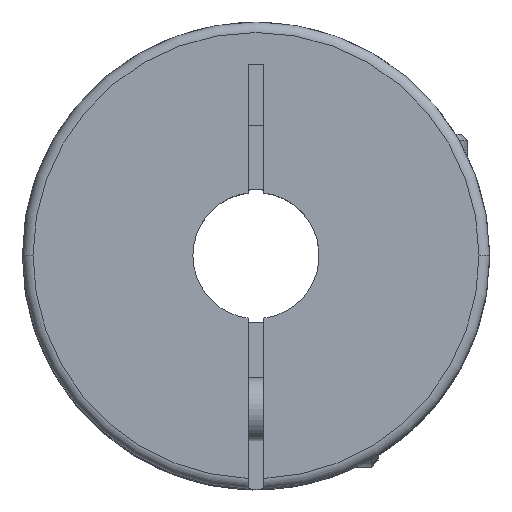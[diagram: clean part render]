
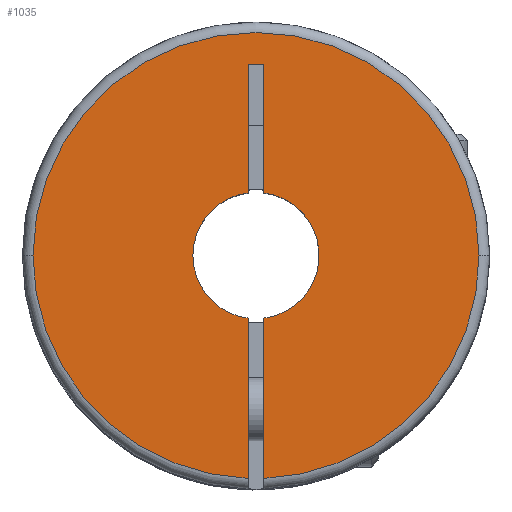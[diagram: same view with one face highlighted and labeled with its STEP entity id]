
A CAD part, top view. The second image highlights one B-rep face of the part: STEP entity #1035.
In plain terms, the highlighted planar face has unit normal (0, 0, 1).
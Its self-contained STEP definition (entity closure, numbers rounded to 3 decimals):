
#97 = VERTEX_POINT ( 'NONE', #2072 ) ;
#110 = CARTESIAN_POINT ( 'NONE',  ( 0., 0., 0. ) ) ;
#114 = ORIENTED_EDGE ( 'NONE', *, *, #2470, .F. ) ;
#168 = VECTOR ( 'NONE', #3596, 1000. ) ;
#248 = CIRCLE ( 'NONE', #3857, 10.6 ) ;
#274 = CARTESIAN_POINT ( 'NONE',  ( 0., 0., 0. ) ) ;
#303 = CARTESIAN_POINT ( 'NONE',  ( -0.375, 9.1, 0. ) ) ;
#354 = ORIENTED_EDGE ( 'NONE', *, *, #589, .F. ) ;
#358 = AXIS2_PLACEMENT_3D ( 'NONE', #3278, #3855, #1806 ) ;
#446 = VERTEX_POINT ( 'NONE', #2638 ) ;
#477 = VERTEX_POINT ( 'NONE', #1821 ) ;
#589 = EDGE_CURVE ( 'NONE', #1331, #97, #3097, .T. ) ;
#665 = VERTEX_POINT ( 'NONE', #1107 ) ;
#733 = DIRECTION ( 'NONE',  ( 0., 0., -1. ) ) ;
#844 = AXIS2_PLACEMENT_3D ( 'NONE', #274, #1480, #2687 ) ;
#857 = VECTOR ( 'NONE', #3536, 1000. ) ;
#877 = EDGE_CURVE ( 'NONE', #477, #446, #1955, .T. ) ;
#880 = CARTESIAN_POINT ( 'NONE',  ( 0.375, -11.1, 0. ) ) ;
#989 = ORIENTED_EDGE ( 'NONE', *, *, #1608, .F. ) ;
#994 = DIRECTION ( 'NONE',  ( 0., 1., 0. ) ) ;
#1006 = DIRECTION ( 'NONE',  ( -1., 0., 0. ) ) ;
#1035 = ADVANCED_FACE ( 'NONE', ( #1734 ), #1659, .F. ) ;
#1045 = AXIS2_PLACEMENT_3D ( 'NONE', #3464, #3486, #3230 ) ;
#1048 = DIRECTION ( 'NONE',  ( 0., 0., -1. ) ) ;
#1049 = CIRCLE ( 'NONE', #358, 10.6 ) ;
#1107 = CARTESIAN_POINT ( 'NONE',  ( -0.375, -10.593, 0. ) ) ;
#1235 = CARTESIAN_POINT ( 'NONE',  ( -0.375, 9.1, 0. ) ) ;
#1237 = DIRECTION ( 'NONE',  ( 0., 0., -1. ) ) ;
#1256 = CARTESIAN_POINT ( 'NONE',  ( 0., 0., 0. ) ) ;
#1314 = CIRCLE ( 'NONE', #1947, 10.6 ) ;
#1331 = VERTEX_POINT ( 'NONE', #1915 ) ;
#1410 = VERTEX_POINT ( 'NONE', #1850 ) ;
#1451 = LINE ( 'NONE', #2417, #168 ) ;
#1480 = DIRECTION ( 'NONE',  ( 0., 0., -1. ) ) ;
#1486 = LINE ( 'NONE', #880, #3535 ) ;
#1567 = VERTEX_POINT ( 'NONE', #3538 ) ;
#1608 = EDGE_CURVE ( 'NONE', #3465, #1410, #1451, .T. ) ;
#1621 = ORIENTED_EDGE ( 'NONE', *, *, #2570, .T. ) ;
#1642 = ORIENTED_EDGE ( 'NONE', *, *, #3914, .F. ) ;
#1657 = EDGE_CURVE ( 'NONE', #2232, #1331, #1049, .T. ) ;
#1659 = PLANE ( 'NONE',  #1045 ) ;
#1663 = CIRCLE ( 'NONE', #844, 3. ) ;
#1734 = FACE_OUTER_BOUND ( 'NONE', #2604, .T. ) ;
#1806 = DIRECTION ( 'NONE',  ( -1., 0., 0. ) ) ;
#1821 = CARTESIAN_POINT ( 'NONE',  ( -3., 0., 0. ) ) ;
#1850 = CARTESIAN_POINT ( 'NONE',  ( -0.375, 9.1, 0. ) ) ;
#1915 = CARTESIAN_POINT ( 'NONE',  ( 0.375, -10.593, 0. ) ) ;
#1947 = AXIS2_PLACEMENT_3D ( 'NONE', #110, #3653, #3104 ) ;
#1955 = CIRCLE ( 'NONE', #3286, 3. ) ;
#1993 = CARTESIAN_POINT ( 'NONE',  ( -0.375, -2.976, 0. ) ) ;
#2030 = CARTESIAN_POINT ( 'NONE',  ( -10.6, 0., 0. ) ) ;
#2031 = EDGE_CURVE ( 'NONE', #1410, #446, #2956, .T. ) ;
#2072 = CARTESIAN_POINT ( 'NONE',  ( 0.375, -2.976, 0. ) ) ;
#2232 = VERTEX_POINT ( 'NONE', #3332 ) ;
#2290 = ORIENTED_EDGE ( 'NONE', *, *, #3073, .F. ) ;
#2296 = CARTESIAN_POINT ( 'NONE',  ( 0., 0., 0. ) ) ;
#2417 = CARTESIAN_POINT ( 'NONE',  ( 0.375, 9.1, 0. ) ) ;
#2470 = EDGE_CURVE ( 'NONE', #2797, #665, #3586, .T. ) ;
#2570 = EDGE_CURVE ( 'NONE', #2797, #477, #3908, .T. ) ;
#2604 = EDGE_LOOP ( 'NONE', ( #3910, #114, #1621, #3622, #3539, #989, #2290, #3763, #354, #3886, #1642 ) ) ;
#2638 = CARTESIAN_POINT ( 'NONE',  ( -0.375, 2.976, 0. ) ) ;
#2687 = DIRECTION ( 'NONE',  ( -1., 0., 0. ) ) ;
#2693 = DIRECTION ( 'NONE',  ( 0., 1., 0. ) ) ;
#2704 = DIRECTION ( 'NONE',  ( 0., -1., 0. ) ) ;
#2728 = DIRECTION ( 'NONE',  ( -1., 0., 0. ) ) ;
#2777 = CARTESIAN_POINT ( 'NONE',  ( 0.375, -11.1, 0. ) ) ;
#2790 = VERTEX_POINT ( 'NONE', #2030 ) ;
#2797 = VERTEX_POINT ( 'NONE', #1993 ) ;
#2883 = CARTESIAN_POINT ( 'NONE',  ( 0.375, 9.1, 0. ) ) ;
#2898 = DIRECTION ( 'NONE',  ( -1., 0., 0. ) ) ;
#2956 = LINE ( 'NONE', #303, #857 ) ;
#2982 = EDGE_CURVE ( 'NONE', #665, #2790, #1314, .T. ) ;
#3073 = EDGE_CURVE ( 'NONE', #1567, #3465, #1486, .T. ) ;
#3097 = LINE ( 'NONE', #2777, #3790 ) ;
#3104 = DIRECTION ( 'NONE',  ( -1., 0., 0. ) ) ;
#3230 = DIRECTION ( 'NONE',  ( 0., -1., 0. ) ) ;
#3278 = CARTESIAN_POINT ( 'NONE',  ( 0., 0., 0. ) ) ;
#3286 = AXIS2_PLACEMENT_3D ( 'NONE', #3288, #1237, #2728 ) ;
#3288 = CARTESIAN_POINT ( 'NONE',  ( 0., 0., 0. ) ) ;
#3332 = CARTESIAN_POINT ( 'NONE',  ( 10.6, 0., 0. ) ) ;
#3438 = EDGE_CURVE ( 'NONE', #1567, #97, #1663, .T. ) ;
#3464 = CARTESIAN_POINT ( 'NONE',  ( 0., 0., 0. ) ) ;
#3465 = VERTEX_POINT ( 'NONE', #2883 ) ;
#3486 = DIRECTION ( 'NONE',  ( 0., 0., -1. ) ) ;
#3535 = VECTOR ( 'NONE', #2693, 1000. ) ;
#3536 = DIRECTION ( 'NONE',  ( 0., -1., 0. ) ) ;
#3538 = CARTESIAN_POINT ( 'NONE',  ( 0.375, 2.976, 0. ) ) ;
#3539 = ORIENTED_EDGE ( 'NONE', *, *, #2031, .F. ) ;
#3586 = LINE ( 'NONE', #1235, #3783 ) ;
#3596 = DIRECTION ( 'NONE',  ( -1., 0., 0. ) ) ;
#3622 = ORIENTED_EDGE ( 'NONE', *, *, #877, .T. ) ;
#3653 = DIRECTION ( 'NONE',  ( 0., 0., -1. ) ) ;
#3763 = ORIENTED_EDGE ( 'NONE', *, *, #3438, .T. ) ;
#3783 = VECTOR ( 'NONE', #2704, 1000. ) ;
#3790 = VECTOR ( 'NONE', #994, 1000. ) ;
#3848 = AXIS2_PLACEMENT_3D ( 'NONE', #1256, #733, #1006 ) ;
#3855 = DIRECTION ( 'NONE',  ( 0., 0., -1. ) ) ;
#3857 = AXIS2_PLACEMENT_3D ( 'NONE', #2296, #1048, #2898 ) ;
#3886 = ORIENTED_EDGE ( 'NONE', *, *, #1657, .F. ) ;
#3908 = CIRCLE ( 'NONE', #3848, 3. ) ;
#3910 = ORIENTED_EDGE ( 'NONE', *, *, #2982, .F. ) ;
#3914 = EDGE_CURVE ( 'NONE', #2790, #2232, #248, .T. ) ;
